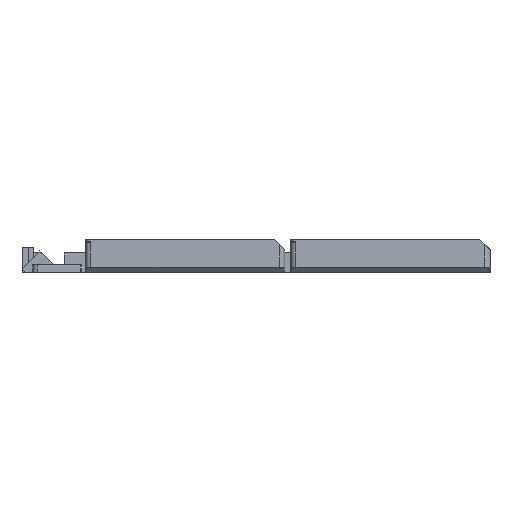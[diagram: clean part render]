
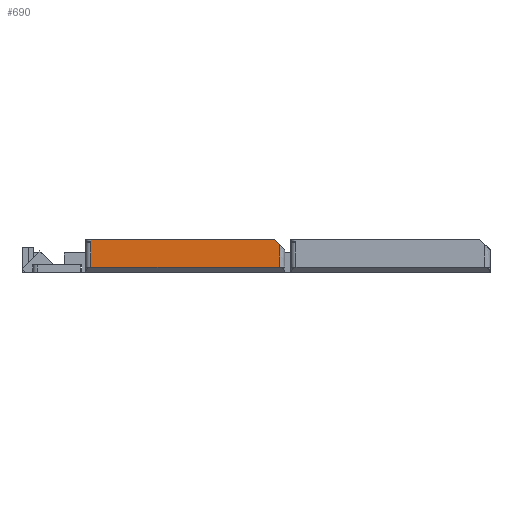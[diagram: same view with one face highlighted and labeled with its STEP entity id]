
A CAD part, left-side view. The second image highlights one B-rep face of the part: STEP entity #690.
In plain terms, the highlighted planar face has unit normal (-1, 0, 0).
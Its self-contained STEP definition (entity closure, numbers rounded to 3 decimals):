
#690=ADVANCED_FACE('',(#1290),#10193,.T.);
#1290=FACE_OUTER_BOUND('',#2011,.T.);
#2011=EDGE_LOOP('',(#4901,#4902,#4903,#4904,#4905,#4906,#4907));
#4901=ORIENTED_EDGE('',*,*,#6787,.T.);
#4902=ORIENTED_EDGE('',*,*,#6791,.T.);
#4903=ORIENTED_EDGE('',*,*,#6734,.T.);
#4904=ORIENTED_EDGE('',*,*,#6738,.T.);
#4905=ORIENTED_EDGE('',*,*,#6776,.T.);
#4906=ORIENTED_EDGE('',*,*,#6737,.T.);
#4907=ORIENTED_EDGE('',*,*,#6793,.F.);
#6734=EDGE_CURVE('',#9486,#9489,#8500,.T.);
#6737=EDGE_CURVE('',#9461,#9491,#8503,.T.);
#6738=EDGE_CURVE('',#9489,#9463,#8504,.T.);
#6776=EDGE_CURVE('',#9463,#9461,#8521,.T.);
#6787=EDGE_CURVE('',#9520,#9518,#8525,.T.);
#6791=EDGE_CURVE('',#9518,#9486,#8529,.T.);
#6793=EDGE_CURVE('',#9520,#9491,#8531,.T.);
#8500=B_SPLINE_CURVE_WITH_KNOTS('',1,(#19955,#19956),.UNSPECIFIED.,.F.,
 .F.,(2,2),(-0.5,0.),.UNSPECIFIED.);
#8503=B_SPLINE_CURVE_WITH_KNOTS('',1,(#19961,#19962),.UNSPECIFIED.,.F.,
 .F.,(2,2),(0.,9.),.UNSPECIFIED.);
#8504=B_SPLINE_CURVE_WITH_KNOTS('',1,(#19963,#19964),.UNSPECIFIED.,.F.,
 .F.,(2,2),(0.,9.75),.UNSPECIFIED.);
#8521=B_SPLINE_CURVE_WITH_KNOTS('',1,(#20123,#20124),.UNSPECIFIED.,.F.,
 .F.,(2,2),(-80.5,-5.5),.UNSPECIFIED.);
#8525=B_SPLINE_CURVE_WITH_KNOTS('',1,(#20158,#20159),.UNSPECIFIED.,.F.,
 .F.,(2,2),(4.,77.),.UNSPECIFIED.);
#8529=B_SPLINE_CURVE_WITH_KNOTS('',1,(#20166,#20167),.UNSPECIFIED.,.F.,
 .F.,(2,2),(-0.75,0.),.UNSPECIFIED.);
#8531=B_SPLINE_CURVE_WITH_KNOTS('',1,(#20170,#20171,#20172),
 .UNSPECIFIED.,.F.,.F.,(2,1,2),(-6.364,-5.303,-3.536),
 .UNSPECIFIED.);
#9461=VERTEX_POINT('',#19775);
#9463=VERTEX_POINT('',#19777);
#9486=VERTEX_POINT('',#19800);
#9489=VERTEX_POINT('',#19803);
#9491=VERTEX_POINT('',#19805);
#9518=VERTEX_POINT('',#19832);
#9520=VERTEX_POINT('',#19834);
#10193=PLANE('',#10466);
#10466=AXIS2_PLACEMENT_3D('',#19481,#10722,$);
#10722=DIRECTION('',(-1.,0.,0.));
#19481=CARTESIAN_POINT('',(-37.75,-14.25,14.));
#19775=CARTESIAN_POINT('',(-37.75,-12.25,2.));
#19777=CARTESIAN_POINT('',(-37.75,62.75,2.));
#19800=CARTESIAN_POINT('',(-37.75,62.75,12.25));
#19803=CARTESIAN_POINT('',(-37.75,62.75,11.75));
#19805=CARTESIAN_POINT('',(-37.75,-12.25,11.));
#19832=CARTESIAN_POINT('',(-37.75,62.75,13.));
#19834=CARTESIAN_POINT('',(-37.75,-10.25,13.));
#19955=CARTESIAN_POINT('',(-37.75,62.75,12.25));
#19956=CARTESIAN_POINT('',(-37.75,62.75,11.75));
#19961=CARTESIAN_POINT('',(-37.75,-12.25,2.));
#19962=CARTESIAN_POINT('',(-37.75,-12.25,11.));
#19963=CARTESIAN_POINT('',(-37.75,62.75,11.75));
#19964=CARTESIAN_POINT('',(-37.75,62.75,2.));
#20123=CARTESIAN_POINT('',(-37.75,62.75,2.));
#20124=CARTESIAN_POINT('',(-37.75,-12.25,2.));
#20158=CARTESIAN_POINT('',(-37.75,-10.25,13.));
#20159=CARTESIAN_POINT('',(-37.75,62.75,13.));
#20166=CARTESIAN_POINT('',(-37.75,62.75,13.));
#20167=CARTESIAN_POINT('',(-37.75,62.75,12.25));
#20170=CARTESIAN_POINT('',(-37.75,-10.25,13.));
#20171=CARTESIAN_POINT('',(-37.75,-11.,12.25));
#20172=CARTESIAN_POINT('',(-37.75,-12.25,11.));
